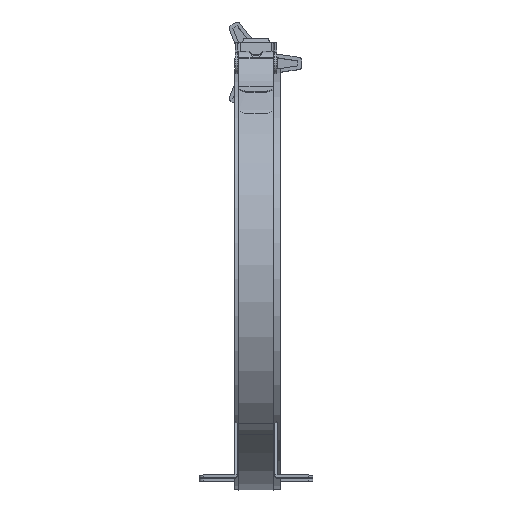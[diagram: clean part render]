
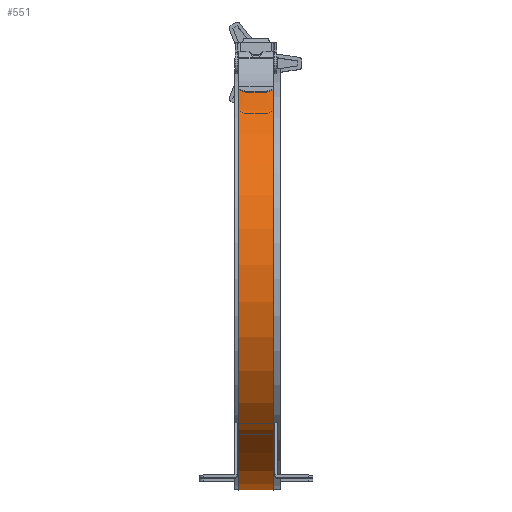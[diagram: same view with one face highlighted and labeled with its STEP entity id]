
A CAD part, left-side view. The second image highlights one B-rep face of the part: STEP entity #551.
In plain terms, the highlighted cylindrical face has radius 118.11 mm (diameter 236.22 mm), a partial arc.
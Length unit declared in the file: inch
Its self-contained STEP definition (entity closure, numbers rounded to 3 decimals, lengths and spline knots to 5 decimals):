
#551=ADVANCED_FACE('',(#1173),#1174,.T.);
#1173=FACE_OUTER_BOUND('',#1991,.T.);
#1174=CYLINDRICAL_SURFACE('',#1992,4.65);
#1991=EDGE_LOOP('',(#5104,#5105,#5106,#5107,#5108,#5109,#5110,#5111));
#1992=AXIS2_PLACEMENT_3D('',#5112,#5113,#5114);
#5104=ORIENTED_EDGE('',*,*,#7137,.T.);
#5105=ORIENTED_EDGE('',*,*,#7062,.T.);
#5106=ORIENTED_EDGE('',*,*,#7075,.F.);
#5107=ORIENTED_EDGE('',*,*,#7057,.T.);
#5108=ORIENTED_EDGE('',*,*,#7138,.F.);
#5109=ORIENTED_EDGE('',*,*,#7049,.T.);
#5110=ORIENTED_EDGE('',*,*,#7089,.T.);
#5111=ORIENTED_EDGE('',*,*,#7054,.T.);
#5112=CARTESIAN_POINT('',(0.0,0.0,0.75));
#5113=DIRECTION('',(0.0,0.0,-1.0));
#5114=DIRECTION('',(-1.0,0.0,0.0));
#7049=EDGE_CURVE('',#7954,#7952,#7955,.F.);
#7054=EDGE_CURVE('',#7963,#7961,#7964,.T.);
#7057=EDGE_CURVE('',#7967,#7968,#7969,.F.);
#7062=EDGE_CURVE('',#7976,#7977,#7978,.T.);
#7075=EDGE_CURVE('',#7967,#7977,#7997,.T.);
#7089=EDGE_CURVE('',#7952,#7963,#8015,.T.);
#7137=EDGE_CURVE('',#7961,#7976,#8087,.T.);
#7138=EDGE_CURVE('',#7954,#7968,#8088,.T.);
#7952=VERTEX_POINT('',#9385);
#7954=VERTEX_POINT('',#9388);
#7955=ELLIPSE('',#9389,9.3,4.65);
#7961=VERTEX_POINT('',#9396);
#7963=VERTEX_POINT('',#9399);
#7964=ELLIPSE('',#9400,9.3,4.65);
#7967=VERTEX_POINT('',#9404);
#7968=VERTEX_POINT('',#9405);
#7969=ELLIPSE('',#9406,9.3,4.65);
#7976=VERTEX_POINT('',#9415);
#7977=VERTEX_POINT('',#9416);
#7978=ELLIPSE('',#9417,9.3,4.65);
#7997=LINE('',#9477,#9478);
#8015=LINE('',#9499,#9500);
#8087=CIRCLE('',#9680,4.65);
#8088=CIRCLE('',#9681,4.65);
#9385=CARTESIAN_POINT('',(-2.19641,4.09857,0.6));
#9388=CARTESIAN_POINT('',(-2.11969,4.13877,0.75));
#9389=AXIS2_PLACEMENT_3D('',#11879,#11880,#11881);
#9396=CARTESIAN_POINT('',(-2.11969,4.13877,0.0));
#9399=CARTESIAN_POINT('',(-2.19641,4.09857,0.15));
#9400=AXIS2_PLACEMENT_3D('',#11887,#11888,#11889);
#9404=CARTESIAN_POINT('',(2.19641,4.09857,0.6));
#9405=CARTESIAN_POINT('',(2.11969,4.13877,0.75));
#9406=AXIS2_PLACEMENT_3D('',#11891,#11892,#11893);
#9415=CARTESIAN_POINT('',(2.11969,4.13877,0.0));
#9416=CARTESIAN_POINT('',(2.19641,4.09857,0.15));
#9417=AXIS2_PLACEMENT_3D('',#11899,#11900,#11901);
#9477=CARTESIAN_POINT('',(2.19641,4.09857,0.75));
#9478=VECTOR('',#11921,1.0);
#9499=CARTESIAN_POINT('',(-2.19641,4.09857,0.75));
#9500=VECTOR('',#11943,1.0);
#9680=AXIS2_PLACEMENT_3D('',#12031,#12032,#12033);
#9681=AXIS2_PLACEMENT_3D('',#12034,#12035,#12036);
#11879=CARTESIAN_POINT('',(0.0,0.0,0.6));
#11880=DIRECTION('',(0.763,0.409,-0.5));
#11881=DIRECTION('',(-0.441,-0.236,-0.866));
#11887=CARTESIAN_POINT('',(0.0,0.0,0.15));
#11888=DIRECTION('',(-0.763,-0.409,-0.5));
#11889=DIRECTION('',(0.441,0.236,-0.866));
#11891=CARTESIAN_POINT('',(0.0,0.0,0.6));
#11892=DIRECTION('',(-0.763,0.409,-0.5));
#11893=DIRECTION('',(0.441,-0.236,-0.866));
#11899=CARTESIAN_POINT('',(0.0,0.0,0.15));
#11900=DIRECTION('',(0.763,-0.409,-0.5));
#11901=DIRECTION('',(-0.441,0.236,-0.866));
#11921=DIRECTION('',(0.0,0.0,-1.0));
#11943=DIRECTION('',(0.0,0.0,-1.0));
#12031=CARTESIAN_POINT('',(0.0,0.0,0.0));
#12032=DIRECTION('',(0.0,0.0,1.0));
#12033=DIRECTION('',(1.0,0.0,0.0));
#12034=CARTESIAN_POINT('',(0.0,0.0,0.75));
#12035=DIRECTION('',(0.0,0.0,1.0));
#12036=DIRECTION('',(1.0,0.0,0.0));
